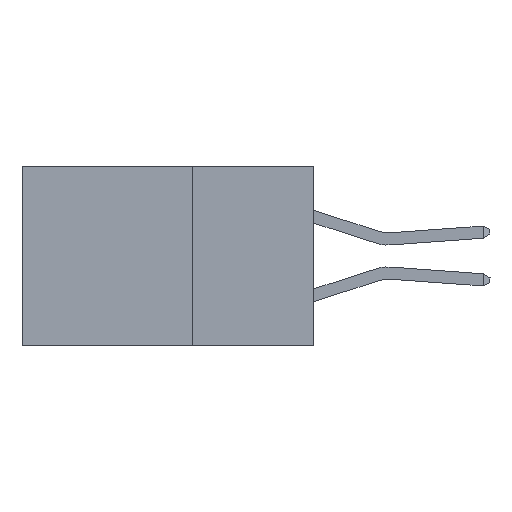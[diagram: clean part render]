
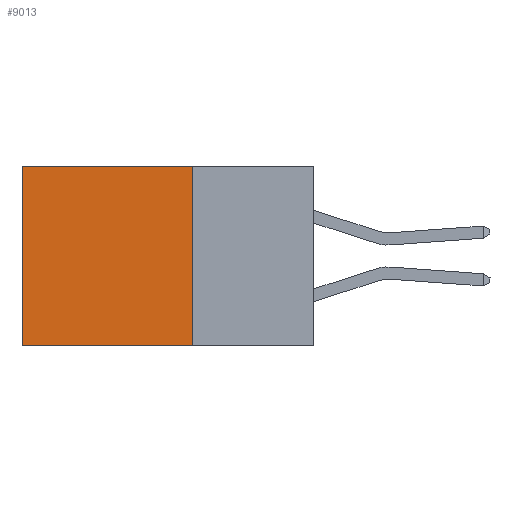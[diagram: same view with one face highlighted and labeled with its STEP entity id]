
A CAD part, left-side view. The second image highlights one B-rep face of the part: STEP entity #9013.
In plain terms, the highlighted planar face has unit normal (-1, 0, 0).
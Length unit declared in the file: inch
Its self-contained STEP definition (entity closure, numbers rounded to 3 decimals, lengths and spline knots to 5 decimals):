
#908 = VERTEX_POINT ( 'NONE', #10299 ) ;
#1169 = VECTOR ( 'NONE', #5395, 39.37008 ) ;
#1729 = EDGE_CURVE ( 'NONE', #9271, #4047, #12810, .T. ) ;
#2807 = CARTESIAN_POINT ( 'NONE',  ( 0.2875, 0.6, -0.37 ) ) ;
#3392 = CARTESIAN_POINT ( 'NONE',  ( 0.2875, 0.25, 0. ) ) ;
#3939 = DIRECTION ( 'NONE',  ( 0., 0., -1. ) ) ;
#4010 = CARTESIAN_POINT ( 'NONE',  ( 0.2875, 0.6, 0. ) ) ;
#4047 = VERTEX_POINT ( 'NONE', #14522 ) ;
#5120 = DIRECTION ( 'NONE',  ( 0., 1., 0. ) ) ;
#5395 = DIRECTION ( 'NONE',  ( 0., 0., -1. ) ) ;
#5607 = AXIS2_PLACEMENT_3D ( 'NONE', #21124, #17850, #7847 ) ;
#5708 = LINE ( 'NONE', #7157, #1169 ) ;
#7157 = CARTESIAN_POINT ( 'NONE',  ( 0.2875, 0.25, 0. ) ) ;
#7847 = DIRECTION ( 'NONE',  ( 0., 0., -1. ) ) ;
#8593 = EDGE_CURVE ( 'NONE', #908, #17955, #13171, .T. ) ;
#8734 = VECTOR ( 'NONE', #19838, 39.37008 ) ;
#9013 = ADVANCED_FACE ( 'NONE', ( #14190 ), #16147, .F. ) ;
#9271 = VERTEX_POINT ( 'NONE', #10274 ) ;
#9371 = EDGE_CURVE ( 'NONE', #9271, #908, #5708, .T. ) ;
#10249 = ORIENTED_EDGE ( 'NONE', *, *, #8593, .F. ) ;
#10274 = CARTESIAN_POINT ( 'NONE',  ( 0.2875, 0.25, 0. ) ) ;
#10299 = CARTESIAN_POINT ( 'NONE',  ( 0.2875, 0.25, -0.37 ) ) ;
#12810 = LINE ( 'NONE', #3392, #21149 ) ;
#13171 = LINE ( 'NONE', #16555, #8734 ) ;
#13655 = EDGE_CURVE ( 'NONE', #4047, #17955, #14978, .T. ) ;
#14190 = FACE_OUTER_BOUND ( 'NONE', #17539, .T. ) ;
#14522 = CARTESIAN_POINT ( 'NONE',  ( 0.2875, 0.6, 0. ) ) ;
#14978 = LINE ( 'NONE', #4010, #15994 ) ;
#15994 = VECTOR ( 'NONE', #3939, 39.37008 ) ;
#16054 = ORIENTED_EDGE ( 'NONE', *, *, #13655, .T. ) ;
#16147 = PLANE ( 'NONE',  #5607 ) ;
#16555 = CARTESIAN_POINT ( 'NONE',  ( 0.2875, 0.25, -0.37 ) ) ;
#17539 = EDGE_LOOP ( 'NONE', ( #16054, #10249, #18425, #21086 ) ) ;
#17850 = DIRECTION ( 'NONE',  ( 1., 0., 0. ) ) ;
#17955 = VERTEX_POINT ( 'NONE', #2807 ) ;
#18425 = ORIENTED_EDGE ( 'NONE', *, *, #9371, .F. ) ;
#19838 = DIRECTION ( 'NONE',  ( 0., 1., 0. ) ) ;
#21086 = ORIENTED_EDGE ( 'NONE', *, *, #1729, .T. ) ;
#21124 = CARTESIAN_POINT ( 'NONE',  ( 0.2875, 0.25, 0. ) ) ;
#21149 = VECTOR ( 'NONE', #5120, 39.37008 ) ;
